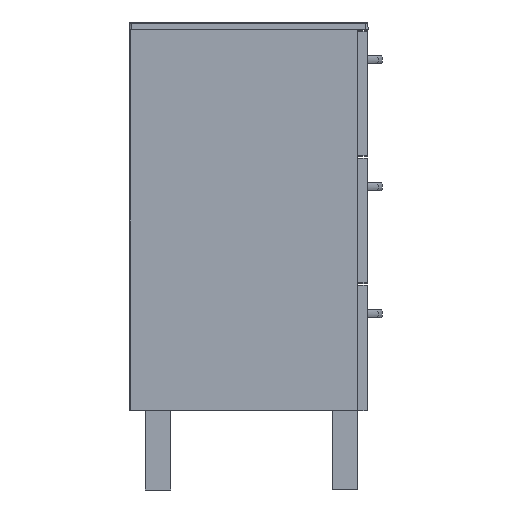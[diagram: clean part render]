
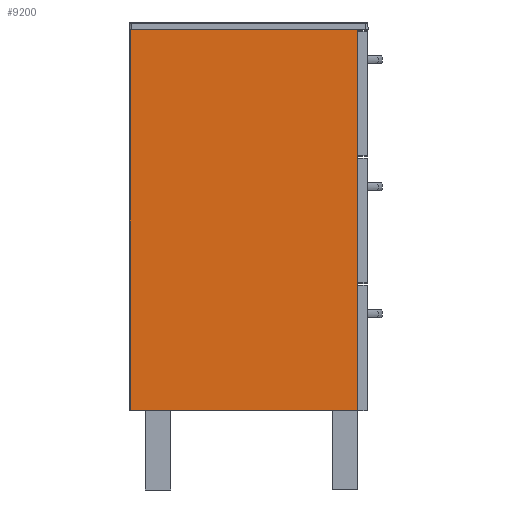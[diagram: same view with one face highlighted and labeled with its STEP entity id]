
A CAD part, left-side view. The second image highlights one B-rep face of the part: STEP entity #9200.
In plain terms, the highlighted face is planar.
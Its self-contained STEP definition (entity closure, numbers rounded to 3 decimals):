
#800=PLANE('',#9915);
#1279=FACE_OUTER_BOUND('',#1834,.T.);
#1834=EDGE_LOOP('',(#8047,#8048,#8049,#8050));
#2842=LINE('',#14381,#3893);
#2846=LINE('',#14389,#3897);
#2849=LINE('',#14395,#3900);
#2852=LINE('',#14400,#3903);
#3893=VECTOR('',#11875,1.);
#3897=VECTOR('',#11881,1.);
#3900=VECTOR('',#11886,1.);
#3903=VECTOR('',#11891,1.);
#4761=VERTEX_POINT('',#14379);
#4762=VERTEX_POINT('',#14380);
#4765=VERTEX_POINT('',#14388);
#4767=VERTEX_POINT('',#14394);
#5885=EDGE_CURVE('',#4761,#4762,#2842,.T.);
#5889=EDGE_CURVE('',#4765,#4761,#2846,.T.);
#5892=EDGE_CURVE('',#4767,#4765,#2849,.T.);
#5895=EDGE_CURVE('',#4762,#4767,#2852,.T.);
#8047=ORIENTED_EDGE('',*,*,#5885,.F.);
#8048=ORIENTED_EDGE('',*,*,#5889,.F.);
#8049=ORIENTED_EDGE('',*,*,#5892,.F.);
#8050=ORIENTED_EDGE('',*,*,#5895,.F.);
#9200=ADVANCED_FACE('',(#1279),#800,.T.);
#9915=AXIS2_PLACEMENT_3D('',#14402,#11893,#11894);
#11875=DIRECTION('',(0.,-1.,0.));
#11881=DIRECTION('',(0.,0.,-1.));
#11886=DIRECTION('',(0.,1.,0.));
#11891=DIRECTION('',(0.,0.,1.));
#11893=DIRECTION('center_axis',(1.,0.,0.));
#11894=DIRECTION('ref_axis',(0.,0.,-1.));
#14379=CARTESIAN_POINT('',(3657.712,-1.,-869.));
#14380=CARTESIAN_POINT('',(3657.712,-430.,-869.));
#14381=CARTESIAN_POINT('',(3657.712,-108.25,-869.));
#14388=CARTESIAN_POINT('',(3657.712,-1.,-151.));
#14389=CARTESIAN_POINT('',(3657.712,-1.,-330.5));
#14394=CARTESIAN_POINT('',(3657.712,-430.,-151.));
#14395=CARTESIAN_POINT('',(3657.712,-322.75,-151.));
#14400=CARTESIAN_POINT('',(3657.712,-430.,-689.5));
#14402=CARTESIAN_POINT('Origin',(3657.712,-215.5,-510.));
